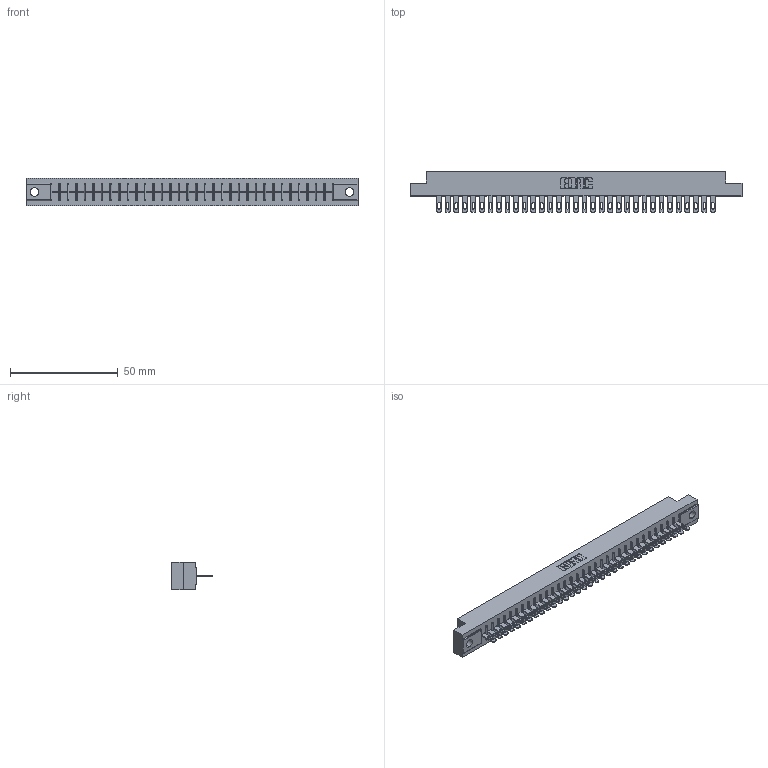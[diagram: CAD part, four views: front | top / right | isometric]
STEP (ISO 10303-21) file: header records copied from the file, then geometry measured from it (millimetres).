
FILE_DESCRIPTION (( 'STEP AP203' ), '1' );
FILE_NAME ('306-033-500-104.STEP', '2019-09-11T22:52:16', ( '' ), ( '' ), 'SwSTEP 2.0', 'SolidWorks 2016', '' );
FILE_SCHEMA (( 'CONFIG_CONTROL_DESIGN' ));
Length unit declared in the file: inch
Products named in the file (3): 306-033-500-104; 306 Part_.156 Dia; 306-290-001_100
Assembly tree (34 placements, depth 2):
  306-033-500-104
    306 Part_.156 Dia
    306-290-001_100  x33
Bounding box: 153.77 x 18.87 x 12.7 mm (x, y, z)
Volume: 16921.4 mm3; surface area: 17672.5 mm2
Topology: 34 solids, 34 shells, 2638 faces, 7447 edges, 4786 vertices
Faces by surface type: plane 1732, cylinder 774, sphere 132
Entity records: 32522 total; most frequent: CARTESIAN_POINT 5464, ORIENTED_EDGE 5414, DIRECTION 5381, EDGE_CURVE 2707, LINE 2119, VECTOR 2119, VERTEX_POINT 1714, AXIS2_PLACEMENT_3D 1631
